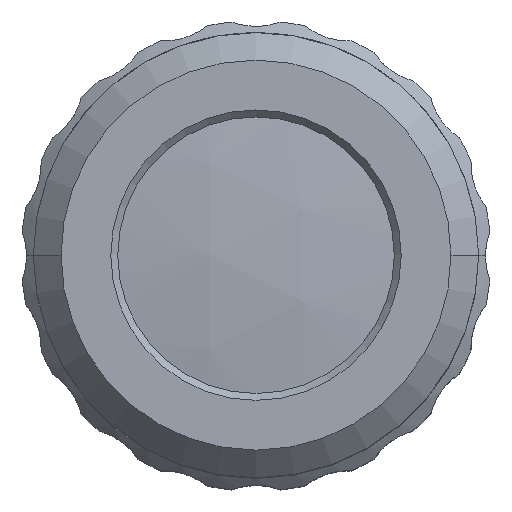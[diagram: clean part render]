
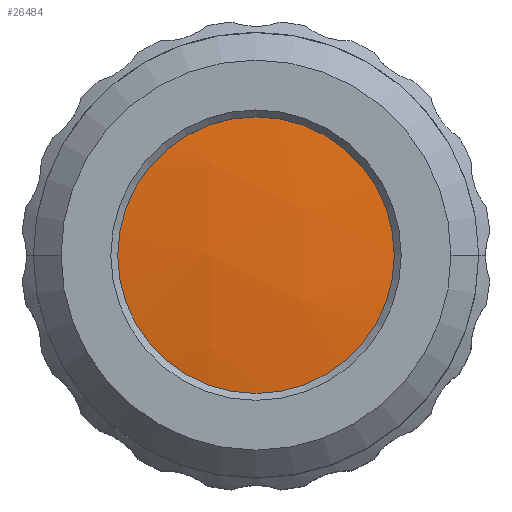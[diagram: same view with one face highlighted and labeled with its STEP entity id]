
A CAD part, top view. The second image highlights one B-rep face of the part: STEP entity #26484.
In plain terms, the highlighted spherical face has radius 75 mm.
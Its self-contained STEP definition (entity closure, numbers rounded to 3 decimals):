
#1236 = ORIENTED_EDGE ( 'NONE', *, *, #23258, .T. ) ;
#1667 = SPHERICAL_SURFACE ( 'NONE', #33222, 75. ) ;
#3003 = DIRECTION ( 'NONE',  ( 1., 0., 0. ) ) ;
#8290 = EDGE_LOOP ( 'NONE', ( #1236 ) ) ;
#9419 = CARTESIAN_POINT ( 'NONE',  ( 0., 0., -6.5 ) ) ;
#12565 = DIRECTION ( 'NONE',  ( 0., -1., 0. ) ) ;
#17513 = FACE_OUTER_BOUND ( 'NONE', #8290, .T. ) ;
#19199 = DIRECTION ( 'NONE',  ( 0., 0., 1. ) ) ;
#20229 = CARTESIAN_POINT ( 'NONE',  ( 10., 0., 67.83 ) ) ;
#22634 = DIRECTION ( 'NONE',  ( 1., 0., 0. ) ) ;
#23258 = EDGE_CURVE ( 'NONE', #33473, #33473, #27127, .T. ) ;
#26484 = ADVANCED_FACE ( 'NONE', ( #17513 ), #1667, .T. ) ;
#27127 = CIRCLE ( 'NONE', #32765, 10. ) ;
#27324 = CARTESIAN_POINT ( 'NONE',  ( 0., 0., 67.83 ) ) ;
#32765 = AXIS2_PLACEMENT_3D ( 'NONE', #27324, #19199, #3003 ) ;
#33222 = AXIS2_PLACEMENT_3D ( 'NONE', #9419, #22634, #12565 ) ;
#33473 = VERTEX_POINT ( 'NONE', #20229 ) ;
